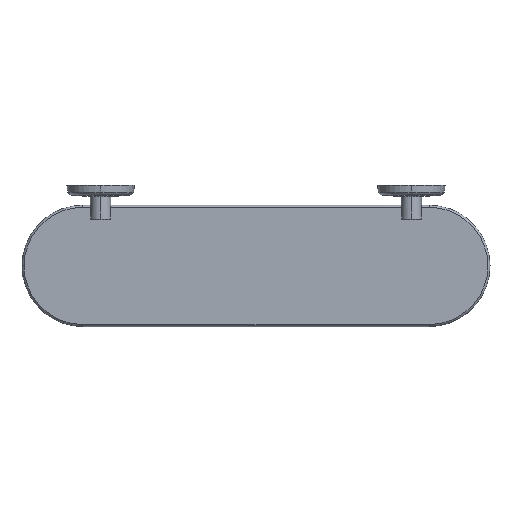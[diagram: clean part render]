
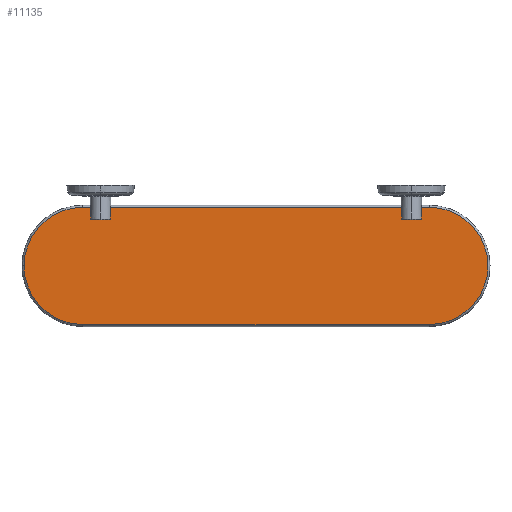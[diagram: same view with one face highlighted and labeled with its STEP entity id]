
A CAD part, top view. The second image highlights one B-rep face of the part: STEP entity #11135.
In plain terms, the highlighted planar face has unit normal (0, 0, 1).
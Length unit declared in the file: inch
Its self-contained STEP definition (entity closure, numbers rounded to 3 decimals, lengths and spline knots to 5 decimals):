
#2010=CARTESIAN_POINT('',(2.22209,-1.07966,
0.11513));
#2076=DIRECTION('',(1.,0.,0.));
#2077=VECTOR('',#2076,11.24739);
#2078=CARTESIAN_POINT('',(2.22209,-1.07966,
0.11513));
#2079=LINE('',#2078,#2077);
#2080=DIRECTION('',(1.,0.,0.));
#2081=VECTOR('',#2080,0.3166);
#2082=CARTESIAN_POINT('',(14.22209,-1.07966,
0.11513));
#2083=LINE('',#2082,#2081);
#2084=CARTESIAN_POINT('',(14.53868,-3.34194,
0.11513));
#2085=DIRECTION('',(0.,0.,-1.));
#2086=DIRECTION('',(0.,1.,0.));
#2087=AXIS2_PLACEMENT_3D('',#2084,#2085,#2086);
#2089=CARTESIAN_POINT('',(14.53868,-3.34194,
0.11513));
#2090=DIRECTION('',(0.,0.,-1.));
#2091=DIRECTION('',(1.,0.,0.));
#2092=AXIS2_PLACEMENT_3D('',#2089,#2090,#2091);
#2094=DIRECTION('',(-1.,0.,0.));
#2095=VECTOR('',#2094,13.38581);
#2096=CARTESIAN_POINT('',(14.53868,-5.60421,
0.11513));
#2097=LINE('',#2096,#2095);
#2098=CARTESIAN_POINT('',(1.15288,-3.34194,
0.11513));
#2099=DIRECTION('',(0.,0.,-1.));
#2100=DIRECTION('',(0.,-1.,0.));
#2101=AXIS2_PLACEMENT_3D('',#2098,#2099,#2100);
#2103=CARTESIAN_POINT('',(1.15288,-3.34194,
0.11513));
#2104=DIRECTION('',(0.,0.,-1.));
#2105=DIRECTION('',(-1.,0.,0.));
#2106=AXIS2_PLACEMENT_3D('',#2103,#2104,#2105);
#2108=DIRECTION('',(1.,0.,0.));
#2109=VECTOR('',#2108,0.3166);
#2110=CARTESIAN_POINT('',(1.15288,-1.07966,
0.11513));
#2111=LINE('',#2110,#2109);
#2112=DIRECTION('',(0.,1.,0.));
#2113=VECTOR('',#2112,0.45588);
#2114=CARTESIAN_POINT('',(2.22209,-1.53554,
0.11513));
#2115=LINE('',#2114,#2113);
#2116=CARTESIAN_POINT('',(13.46947,-1.07966,
0.11513));
#2136=DIRECTION('',(0.,1.,0.));
#2137=VECTOR('',#2136,0.45588);
#2138=CARTESIAN_POINT('',(13.46947,-1.53554,
0.11513));
#2139=LINE('',#2138,#2137);
#2183=CARTESIAN_POINT('',(14.22209,-1.07966,
0.11513));
#2185=DIRECTION('',(0.,-1.,0.));
#2186=VECTOR('',#2185,0.45588);
#2187=CARTESIAN_POINT('',(14.22209,-1.07966,
0.11513));
#2188=LINE('',#2187,#2186);
#2221=CARTESIAN_POINT('',(14.22209,-1.53554,
0.11513));
#2222=CARTESIAN_POINT('',(14.22209,-1.53848,
0.11513));
#2223=CARTESIAN_POINT('',(14.22084,-1.54384,
0.11513));
#2224=CARTESIAN_POINT('',(14.21536,-1.55103,
0.11513));
#2225=CARTESIAN_POINT('',(14.20694,-1.5552,
0.11513));
#2226=CARTESIAN_POINT('',(14.20093,-1.55552,
0.11513));
#2227=CARTESIAN_POINT('',(14.19772,-1.55497,
0.11513));
#2229=CARTESIAN_POINT('',(13.49384,-1.55497,
0.11513));
#2230=CARTESIAN_POINT('',(13.48948,-1.55571,
0.11513));
#2231=CARTESIAN_POINT('',(13.48176,-1.55485,
0.11513));
#2232=CARTESIAN_POINT('',(13.47156,-1.54654,
0.11513));
#2233=CARTESIAN_POINT('',(13.46947,-1.53962,
0.11513));
#2234=CARTESIAN_POINT('',(13.46947,-1.53554,
0.11513));
#2241=DIRECTION('',(-1.,0.,0.));
#2242=VECTOR('',#2241,0.70388);
#2243=CARTESIAN_POINT('',(14.19772,-1.55497,
0.11513));
#2244=LINE('',#2243,#2242);
#5285=CARTESIAN_POINT('',(1.46947,-1.07966,
0.11513));
#5313=DIRECTION('',(0.,1.,0.));
#5314=VECTOR('',#5313,0.45588);
#5315=CARTESIAN_POINT('',(1.46947,-1.53554,
0.11513));
#5316=LINE('',#5315,#5314);
#5361=CARTESIAN_POINT('',(2.22209,-1.53554,
0.11513));
#5362=CARTESIAN_POINT('',(2.22209,-1.53848,
0.11513));
#5363=CARTESIAN_POINT('',(2.22084,-1.54384,
0.11513));
#5364=CARTESIAN_POINT('',(2.21536,-1.55103,
0.11513));
#5365=CARTESIAN_POINT('',(2.20694,-1.5552,
0.11513));
#5366=CARTESIAN_POINT('',(2.20093,-1.55552,
0.11513));
#5367=CARTESIAN_POINT('',(2.19772,-1.55497,
0.11513));
#5369=CARTESIAN_POINT('',(1.49384,-1.55497,
0.11513));
#5370=CARTESIAN_POINT('',(1.48948,-1.55571,
0.11513));
#5371=CARTESIAN_POINT('',(1.48176,-1.55485,
0.11513));
#5372=CARTESIAN_POINT('',(1.47156,-1.54654,
0.11513));
#5373=CARTESIAN_POINT('',(1.46947,-1.53962,
0.11513));
#5374=CARTESIAN_POINT('',(1.46947,-1.53554,
0.11513));
#5376=DIRECTION('',(-1.,0.,0.));
#5377=VECTOR('',#5376,0.70388);
#5378=CARTESIAN_POINT('',(2.19772,-1.55497,
0.11513));
#5379=LINE('',#5378,#5377);
#6775=CARTESIAN_POINT('',(14.53868,-1.07966,
0.11513));
#6777=VERTEX_POINT('',#6775);
#6780=VERTEX_POINT('',#2183);
#6785=CARTESIAN_POINT('',(1.15288,-1.07966,
0.11513));
#6787=VERTEX_POINT('',#6785);
#6792=VERTEX_POINT('',#5285);
#6795=VERTEX_POINT('',#2116);
#6798=VERTEX_POINT('',#2010);
#6803=CARTESIAN_POINT('',(16.80096,-3.34194,
0.11513));
#6804=CARTESIAN_POINT('',(14.53868,-5.60421,
0.11513));
#6805=VERTEX_POINT('',#6803);
#6806=VERTEX_POINT('',#6804);
#6823=CARTESIAN_POINT('',(1.15288,-5.60421,0.11513));
#6824=VERTEX_POINT('',#6823);
#6829=CARTESIAN_POINT('',(13.46947,-1.53554,
0.11513));
#6830=VERTEX_POINT('',#6829);
#6831=VERTEX_POINT('',#2229);
#6832=CARTESIAN_POINT('',(14.19772,-1.55497,
0.11513));
#6833=VERTEX_POINT('',#6832);
#6834=VERTEX_POINT('',#2221);
#6835=CARTESIAN_POINT('',(-1.1094,-3.34194,
0.11513));
#6836=VERTEX_POINT('',#6835);
#6837=CARTESIAN_POINT('',(1.46947,-1.53554,
0.11513));
#6838=VERTEX_POINT('',#6837);
#6839=VERTEX_POINT('',#5369);
#6840=CARTESIAN_POINT('',(2.19772,-1.55497,
0.11513));
#6841=VERTEX_POINT('',#6840);
#6842=VERTEX_POINT('',#5361);
#11095=CARTESIAN_POINT('',(7.84578,-3.34194,
0.11513));
#11096=DIRECTION('',(0.,0.,1.));
#11097=DIRECTION('',(1.,0.,0.));
#11098=AXIS2_PLACEMENT_3D('',#11095,#11096,#11097);
#11099=PLANE('',#11098);
#11100=ORIENTED_EDGE('',*,*,#11027,.T.);
#11102=ORIENTED_EDGE('',*,*,#11101,.F.);
#11104=ORIENTED_EDGE('',*,*,#11103,.F.);
#11106=ORIENTED_EDGE('',*,*,#11105,.F.);
#11108=ORIENTED_EDGE('',*,*,#11107,.F.);
#11110=ORIENTED_EDGE('',*,*,#11109,.F.);
#11112=ORIENTED_EDGE('',*,*,#11111,.T.);
#11114=ORIENTED_EDGE('',*,*,#11113,.T.);
#11116=ORIENTED_EDGE('',*,*,#11115,.T.);
#11117=ORIENTED_EDGE('',*,*,#11081,.T.);
#11119=ORIENTED_EDGE('',*,*,#11118,.T.);
#11121=ORIENTED_EDGE('',*,*,#11120,.T.);
#11123=ORIENTED_EDGE('',*,*,#11122,.T.);
#11125=ORIENTED_EDGE('',*,*,#11124,.F.);
#11127=ORIENTED_EDGE('',*,*,#11126,.F.);
#11129=ORIENTED_EDGE('',*,*,#11128,.F.);
#11131=ORIENTED_EDGE('',*,*,#11130,.F.);
#11132=ORIENTED_EDGE('',*,*,#11000,.T.);
#11133=EDGE_LOOP('',(#11100,#11102,#11104,#11106,#11108,#11110,#11112,#11114,
#11116,#11117,#11119,#11121,#11123,#11125,#11127,#11129,#11131,#11132));
#11134=FACE_OUTER_BOUND('',#11133,.F.);
#11135=ADVANCED_FACE('',(#11134),#11099,.T.);
#2088=CIRCLE('',#2087,2.26227);
#2093=CIRCLE('',#2092,2.26227);
#2102=CIRCLE('',#2101,2.26227);
#2107=CIRCLE('',#2106,2.26227);
#2228=B_SPLINE_CURVE_WITH_KNOTS('',3,(#2221,#2222,#2223,#2224,#2225,#2226,
#2227),.UNSPECIFIED.,.F.,.F.,(4,1,1,1,4),(0.,0.25,0.5,0.75,1.),
.UNSPECIFIED.);
#2235=B_SPLINE_CURVE_WITH_KNOTS('',3,(#2229,#2230,#2231,#2232,#2233,#2234),
.UNSPECIFIED.,.F.,.F.,(4,1,1,4),(0.,0.33333,0.66667,1.),
.UNSPECIFIED.);
#5368=B_SPLINE_CURVE_WITH_KNOTS('',3,(#5361,#5362,#5363,#5364,#5365,#5366,
#5367),.UNSPECIFIED.,.F.,.F.,(4,1,1,1,4),(0.,0.25,0.5,0.75,1.),
.UNSPECIFIED.);
#5375=B_SPLINE_CURVE_WITH_KNOTS('',3,(#5369,#5370,#5371,#5372,#5373,#5374),
.UNSPECIFIED.,.F.,.F.,(4,1,1,4),(0.,0.33333,0.66667,1.),
.UNSPECIFIED.);
#11000=EDGE_CURVE('',#6842,#6798,#2115,.T.);
#11027=EDGE_CURVE('',#6798,#6795,#2079,.T.);
#11081=EDGE_CURVE('',#6806,#6824,#2097,.T.);
#11101=EDGE_CURVE('',#6830,#6795,#2139,.T.);
#11103=EDGE_CURVE('',#6831,#6830,#2235,.T.);
#11105=EDGE_CURVE('',#6833,#6831,#2244,.T.);
#11107=EDGE_CURVE('',#6834,#6833,#2228,.T.);
#11109=EDGE_CURVE('',#6780,#6834,#2188,.T.);
#11111=EDGE_CURVE('',#6780,#6777,#2083,.T.);
#11113=EDGE_CURVE('',#6777,#6805,#2088,.T.);
#11115=EDGE_CURVE('',#6805,#6806,#2093,.T.);
#11118=EDGE_CURVE('',#6824,#6836,#2102,.T.);
#11120=EDGE_CURVE('',#6836,#6787,#2107,.T.);
#11122=EDGE_CURVE('',#6787,#6792,#2111,.T.);
#11124=EDGE_CURVE('',#6838,#6792,#5316,.T.);
#11126=EDGE_CURVE('',#6839,#6838,#5375,.T.);
#11128=EDGE_CURVE('',#6841,#6839,#5379,.T.);
#11130=EDGE_CURVE('',#6842,#6841,#5368,.T.);
